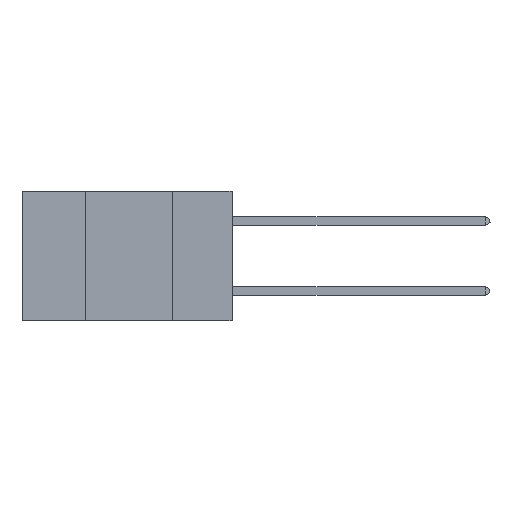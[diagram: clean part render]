
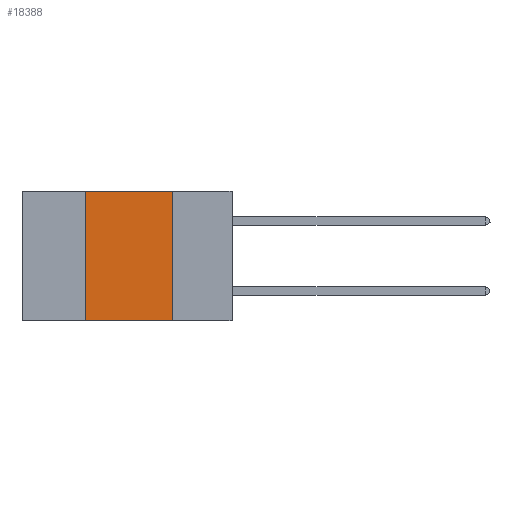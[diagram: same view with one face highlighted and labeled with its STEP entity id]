
A CAD part, left-side view. The second image highlights one B-rep face of the part: STEP entity #18388.
In plain terms, the highlighted planar face has unit normal (-1, 0, 0).
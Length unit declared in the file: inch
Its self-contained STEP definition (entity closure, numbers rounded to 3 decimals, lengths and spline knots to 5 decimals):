
#374 = VERTEX_POINT ( 'NONE', #19043 ) ;
#882 = CARTESIAN_POINT ( 'NONE',  ( 0., 0.17, 0. ) ) ;
#1322 = ORIENTED_EDGE ( 'NONE', *, *, #19795, .T. ) ;
#2035 = LINE ( 'NONE', #4022, #4854 ) ;
#2131 = VECTOR ( 'NONE', #7602, 39.37008 ) ;
#2572 = EDGE_CURVE ( 'NONE', #374, #17091, #18247, .T. ) ;
#2839 = DIRECTION ( 'NONE',  ( 0., 0., -1. ) ) ;
#3716 = VECTOR ( 'NONE', #11444, 39.37008 ) ;
#4022 = CARTESIAN_POINT ( 'NONE',  ( 0., 0.6, -0.37 ) ) ;
#4275 = CARTESIAN_POINT ( 'NONE',  ( 0., 0.17, -0.37 ) ) ;
#4485 = DIRECTION ( 'NONE',  ( 1., 0., 0. ) ) ;
#4854 = VECTOR ( 'NONE', #19065, 39.37008 ) ;
#4948 = LINE ( 'NONE', #6175, #3716 ) ;
#5937 = VERTEX_POINT ( 'NONE', #4275 ) ;
#6175 = CARTESIAN_POINT ( 'NONE',  ( 0., 0.6, 0. ) ) ;
#7602 = DIRECTION ( 'NONE',  ( 0., 0., -1. ) ) ;
#9480 = EDGE_CURVE ( 'NONE', #20906, #5937, #19342, .T. ) ;
#9548 = CARTESIAN_POINT ( 'NONE',  ( 0., 0.6, 0. ) ) ;
#11185 = ORIENTED_EDGE ( 'NONE', *, *, #9480, .F. ) ;
#11258 = DIRECTION ( 'NONE',  ( 0., 0., 1. ) ) ;
#11444 = DIRECTION ( 'NONE',  ( 0., -1., 0. ) ) ;
#11533 = VECTOR ( 'NONE', #11258, 39.37008 ) ;
#11640 = FACE_OUTER_BOUND ( 'NONE', #18955, .T. ) ;
#12979 = PLANE ( 'NONE',  #21768 ) ;
#16592 = EDGE_CURVE ( 'NONE', #17091, #20906, #4948, .T. ) ;
#17091 = VERTEX_POINT ( 'NONE', #19958 ) ;
#17337 = ORIENTED_EDGE ( 'NONE', *, *, #16592, .F. ) ;
#18103 = CARTESIAN_POINT ( 'NONE',  ( 0., 0.17, 0. ) ) ;
#18247 = LINE ( 'NONE', #21571, #11533 ) ;
#18388 = ADVANCED_FACE ( 'NONE', ( #11640 ), #12979, .F. ) ;
#18955 = EDGE_LOOP ( 'NONE', ( #11185, #17337, #19457, #1322 ) ) ;
#19043 = CARTESIAN_POINT ( 'NONE',  ( 0., 0.42, -0.37 ) ) ;
#19065 = DIRECTION ( 'NONE',  ( 0., -1., 0. ) ) ;
#19342 = LINE ( 'NONE', #882, #2131 ) ;
#19457 = ORIENTED_EDGE ( 'NONE', *, *, #2572, .F. ) ;
#19795 = EDGE_CURVE ( 'NONE', #374, #5937, #2035, .T. ) ;
#19958 = CARTESIAN_POINT ( 'NONE',  ( 0., 0.42, 0. ) ) ;
#20906 = VERTEX_POINT ( 'NONE', #18103 ) ;
#21571 = CARTESIAN_POINT ( 'NONE',  ( 0., 0.42, 0. ) ) ;
#21768 = AXIS2_PLACEMENT_3D ( 'NONE', #9548, #4485, #2839 ) ;
